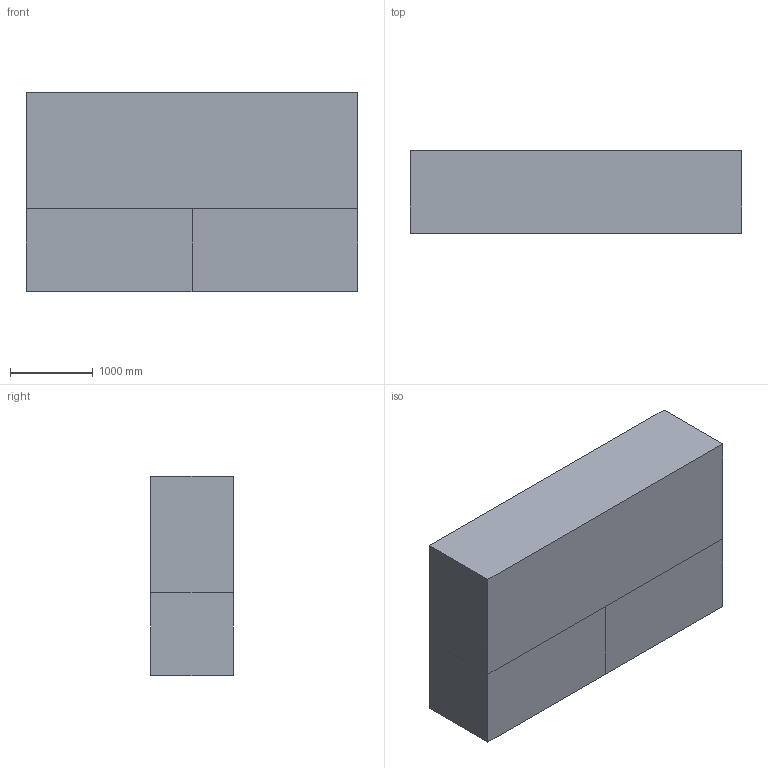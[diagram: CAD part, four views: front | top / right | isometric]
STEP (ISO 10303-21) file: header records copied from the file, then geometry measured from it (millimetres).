
FILE_DESCRIPTION(/* description */ (''),/* implementation_level */ '2;1');
FILE_NAME(/* name */ 'TestQuader',/* time_stamp */ '2024-02-18T20:54:54+01:00',/* author */ (''),/* organization */ (''),/* preprocessor_version */ 'ST-DEVELOPER v16.5',/* originating_system */ 'Rhino 7.27',/* authorisation */ '');
FILE_SCHEMA (('CONFIG_CONTROL_DESIGN'));
Length unit declared in the file: centimetre
Products named in the file (3): Block 02; Block 01; Block 04
Assembly tree (2 placements, depth 2):
  Block 02
    Block 01
    Block 04
Bounding box: 4000 x 1000 x 2400 mm (x, y, z)
Volume: 9600000000 mm3; surface area: 42000000 mm2
Topology: 3 solids, 3 shells, 18 faces, 36 edges, 24 vertices
Faces by surface type: plane 18
Entity records: 682 total; most frequent: CARTESIAN_POINT 121, ORIENTED_EDGE 72, EDGE_CURVE 36, B_SPLINE_CURVE_WITH_KNOTS 36, DIRECTION 32, AXIS2_PLACEMENT_3D 25, VERTEX_POINT 24, ORGANIZATION 21
